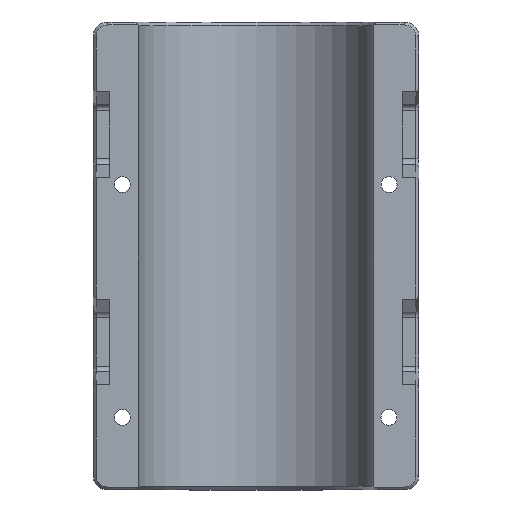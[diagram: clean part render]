
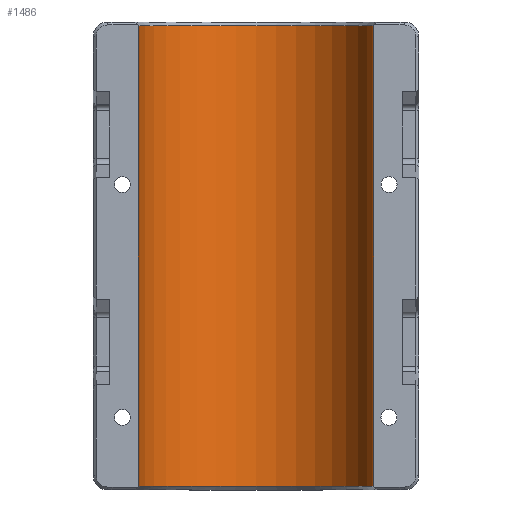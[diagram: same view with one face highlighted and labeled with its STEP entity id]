
A CAD part, front view. The second image highlights one B-rep face of the part: STEP entity #1486.
In plain terms, the highlighted cylindrical face has radius 39.8 mm (diameter 79.6 mm), a partial arc.
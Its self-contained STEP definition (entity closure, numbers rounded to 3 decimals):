
#27=CYLINDRICAL_SURFACE('',#1610,39.8);
#114=FACE_OUTER_BOUND('',#210,.T.);
#210=EDGE_LOOP('',(#1067,#1068,#1069,#1070));
#312=LINE('',#2278,#464);
#313=LINE('',#2281,#465);
#464=VECTOR('',#1810,10.);
#465=VECTOR('',#1813,10.);
#618=CIRCLE('',#1608,39.8);
#619=CIRCLE('',#1611,39.8);
#684=VERTEX_POINT('',#2257);
#685=VERTEX_POINT('',#2261);
#689=VERTEX_POINT('',#2277);
#690=VERTEX_POINT('',#2279);
#824=EDGE_CURVE('',#684,#685,#618,.F.);
#830=EDGE_CURVE('',#689,#684,#312,.F.);
#831=EDGE_CURVE('',#690,#689,#619,.F.);
#832=EDGE_CURVE('',#685,#690,#313,.F.);
#1067=ORIENTED_EDGE('',*,*,#824,.F.);
#1068=ORIENTED_EDGE('',*,*,#830,.F.);
#1069=ORIENTED_EDGE('',*,*,#831,.F.);
#1070=ORIENTED_EDGE('',*,*,#832,.F.);
#1486=ADVANCED_FACE('',(#114),#27,.F.);
#1608=AXIS2_PLACEMENT_3D('',#2262,#1801,#1802);
#1610=AXIS2_PLACEMENT_3D('',#2276,#1808,#1809);
#1611=AXIS2_PLACEMENT_3D('',#2280,#1811,#1812);
#1801=DIRECTION('center_axis',(0.,0.,
-1.));
#1802=DIRECTION('ref_axis',(1.,0.,0.));
#1808=DIRECTION('center_axis',(0.,0.,
1.));
#1809=DIRECTION('ref_axis',(1.,0.,0.));
#1810=DIRECTION('',(0.,0.,1.));
#1811=DIRECTION('center_axis',(0.,0.,
1.));
#1812=DIRECTION('ref_axis',(1.,0.,0.));
#1813=DIRECTION('',(0.,0.,-1.));
#2257=CARTESIAN_POINT('',(39.961,1.793,283.2));
#2261=CARTESIAN_POINT('',(-39.638,1.793,283.2));
#2262=CARTESIAN_POINT('Origin',(0.161,1.551,283.2));
#2276=CARTESIAN_POINT('Origin',(0.161,1.551,282.));
#2277=CARTESIAN_POINT('',(39.961,1.793,438.8));
#2278=CARTESIAN_POINT('',(39.961,1.793,282.));
#2279=CARTESIAN_POINT('',(-39.638,1.793,438.8));
#2280=CARTESIAN_POINT('Origin',(0.161,1.551,438.8));
#2281=CARTESIAN_POINT('',(-39.638,1.793,282.));
